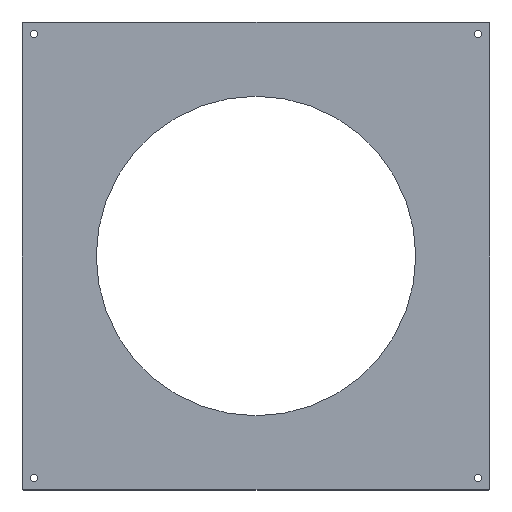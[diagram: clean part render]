
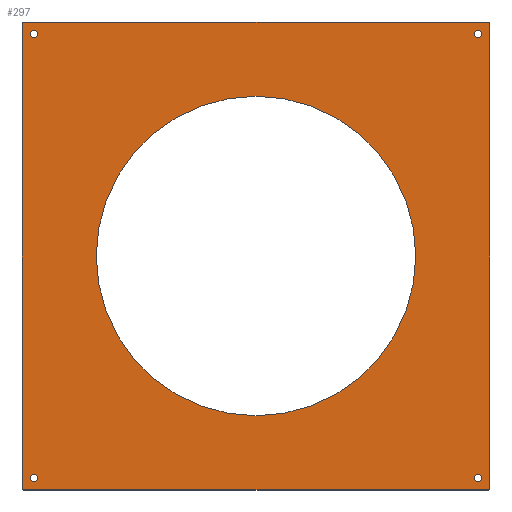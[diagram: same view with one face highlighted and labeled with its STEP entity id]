
A CAD part, top view. The second image highlights one B-rep face of the part: STEP entity #297.
In plain terms, the highlighted planar face has unit normal (0, 0, 1).
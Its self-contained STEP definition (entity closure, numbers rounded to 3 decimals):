
#20=FACE_BOUND('',#66,.T.);
#21=FACE_BOUND('',#67,.T.);
#22=FACE_BOUND('',#68,.T.);
#23=FACE_BOUND('',#69,.T.);
#24=FACE_BOUND('',#70,.T.);
#30=PLANE('',#344);
#45=FACE_OUTER_BOUND('',#65,.T.);
#65=EDGE_LOOP('',(#261,#262,#263,#264,#265,#266,#267,#268));
#66=EDGE_LOOP('',(#269));
#67=EDGE_LOOP('',(#270));
#68=EDGE_LOOP('',(#271));
#69=EDGE_LOOP('',(#272));
#70=EDGE_LOOP('',(#273));
#76=LINE('',#464,#97);
#82=LINE('',#479,#103);
#86=LINE('',#491,#107);
#90=LINE('',#503,#111);
#97=VECTOR('',#378,10.);
#103=VECTOR('',#392,10.);
#107=VECTOR('',#404,10.);
#111=VECTOR('',#416,10.);
#113=CIRCLE('',#313,4.5);
#115=CIRCLE('',#316,4.5);
#117=CIRCLE('',#319,4.5);
#119=CIRCLE('',#322,4.5);
#121=CIRCLE('',#326,2.);
#124=CIRCLE('',#331,2.);
#126=CIRCLE('',#335,2.);
#127=CIRCLE('',#338,2.);
#130=CIRCLE('',#342,200.);
#131=VERTEX_POINT('',#436);
#133=VERTEX_POINT('',#442);
#135=VERTEX_POINT('',#448);
#137=VERTEX_POINT('',#454);
#139=VERTEX_POINT('',#460);
#141=VERTEX_POINT('',#463);
#143=VERTEX_POINT('',#469);
#146=VERTEX_POINT('',#476);
#148=VERTEX_POINT('',#483);
#150=VERTEX_POINT('',#488);
#152=VERTEX_POINT('',#495);
#154=VERTEX_POINT('',#500);
#156=VERTEX_POINT('',#510);
#157=EDGE_CURVE('',#131,#131,#113,.F.);
#160=EDGE_CURVE('',#133,#133,#115,.F.);
#163=EDGE_CURVE('',#135,#135,#117,.F.);
#166=EDGE_CURVE('',#137,#137,#119,.F.);
#170=EDGE_CURVE('',#139,#141,#76,.F.);
#173=EDGE_CURVE('',#141,#143,#121,.T.);
#178=EDGE_CURVE('',#143,#146,#82,.F.);
#180=EDGE_CURVE('',#146,#148,#124,.T.);
#184=EDGE_CURVE('',#150,#148,#86,.T.);
#186=EDGE_CURVE('',#150,#152,#126,.T.);
#190=EDGE_CURVE('',#152,#154,#90,.F.);
#191=EDGE_CURVE('',#154,#139,#127,.T.);
#195=EDGE_CURVE('',#156,#156,#130,.F.);
#261=ORIENTED_EDGE('',*,*,#191,.F.);
#262=ORIENTED_EDGE('',*,*,#190,.F.);
#263=ORIENTED_EDGE('',*,*,#186,.F.);
#264=ORIENTED_EDGE('',*,*,#184,.T.);
#265=ORIENTED_EDGE('',*,*,#180,.F.);
#266=ORIENTED_EDGE('',*,*,#178,.F.);
#267=ORIENTED_EDGE('',*,*,#173,.F.);
#268=ORIENTED_EDGE('',*,*,#170,.F.);
#269=ORIENTED_EDGE('',*,*,#195,.T.);
#270=ORIENTED_EDGE('',*,*,#166,.T.);
#271=ORIENTED_EDGE('',*,*,#163,.T.);
#272=ORIENTED_EDGE('',*,*,#160,.T.);
#273=ORIENTED_EDGE('',*,*,#157,.T.);
#297=ADVANCED_FACE('',(#45,#20,#21,#22,#23,#24),#30,.F.);
#313=AXIS2_PLACEMENT_3D('',#437,#349,#350);
#316=AXIS2_PLACEMENT_3D('',#443,#356,#357);
#319=AXIS2_PLACEMENT_3D('',#449,#363,#364);
#322=AXIS2_PLACEMENT_3D('',#455,#370,#371);
#326=AXIS2_PLACEMENT_3D('',#470,#383,#384);
#331=AXIS2_PLACEMENT_3D('',#484,#397,#398);
#335=AXIS2_PLACEMENT_3D('',#496,#409,#410);
#338=AXIS2_PLACEMENT_3D('',#505,#419,#420);
#342=AXIS2_PLACEMENT_3D('',#512,#428,#429);
#344=AXIS2_PLACEMENT_3D('',#514,#432,#433);
#349=DIRECTION('center_axis',(0.,0.,
1.));
#350=DIRECTION('ref_axis',(-1.,0.,0.));
#356=DIRECTION('center_axis',(0.,0.,
1.));
#357=DIRECTION('ref_axis',(-1.,0.,0.));
#363=DIRECTION('center_axis',(0.,0.,
1.));
#364=DIRECTION('ref_axis',(-1.,0.,0.));
#370=DIRECTION('center_axis',(0.,0.,
1.));
#371=DIRECTION('ref_axis',(-1.,0.,0.));
#378=DIRECTION('',(0.,-1.,0.));
#383=DIRECTION('center_axis',(0.,0.,
-1.));
#384=DIRECTION('ref_axis',(-0.707,0.707,0.));
#392=DIRECTION('',(-1.,0.,0.));
#397=DIRECTION('center_axis',(0.,0.,
-1.));
#398=DIRECTION('ref_axis',(0.707,0.707,0.));
#404=DIRECTION('',(0.,1.,0.));
#409=DIRECTION('center_axis',(0.,0.,
-1.));
#410=DIRECTION('ref_axis',(0.707,-0.707,0.));
#416=DIRECTION('',(1.,0.,0.));
#419=DIRECTION('center_axis',(0.,0.,
-1.));
#420=DIRECTION('ref_axis',(-0.707,-0.707,0.));
#428=DIRECTION('center_axis',(0.,0.,
1.));
#429=DIRECTION('ref_axis',(1.,0.,0.));
#432=DIRECTION('center_axis',(0.,0.,
-1.));
#433=DIRECTION('ref_axis',(1.,0.,0.));
#436=CARTESIAN_POINT('',(282.502,-277.996,2.));
#437=CARTESIAN_POINT('Origin',(278.002,-277.996,2.));
#442=CARTESIAN_POINT('',(282.5,278.,2.));
#443=CARTESIAN_POINT('Origin',(278.,278.,2.));
#448=CARTESIAN_POINT('',(-273.494,-277.998,2.));
#449=CARTESIAN_POINT('Origin',(-277.994,-277.998,2.));
#454=CARTESIAN_POINT('',(-273.496,277.998,2.));
#455=CARTESIAN_POINT('Origin',(-277.996,277.998,2.));
#460=CARTESIAN_POINT('',(-293.,-291.,2.));
#463=CARTESIAN_POINT('',(-293.,291.,2.));
#464=CARTESIAN_POINT('',(-293.,-135.5,2.));
#469=CARTESIAN_POINT('',(-291.,293.,2.));
#470=CARTESIAN_POINT('Origin',(-291.,291.,2.));
#476=CARTESIAN_POINT('',(291.,293.,2.));
#479=CARTESIAN_POINT('',(-134.5,293.,2.));
#483=CARTESIAN_POINT('',(293.,291.,2.));
#484=CARTESIAN_POINT('Origin',(291.,291.,2.));
#488=CARTESIAN_POINT('',(293.,-291.,2.));
#491=CARTESIAN_POINT('',(293.,133.5,2.));
#495=CARTESIAN_POINT('',(291.,-293.,2.));
#496=CARTESIAN_POINT('Origin',(291.,-291.,2.));
#500=CARTESIAN_POINT('',(-291.,-293.,2.));
#503=CARTESIAN_POINT('',(140.5,-293.,2.));
#505=CARTESIAN_POINT('Origin',(-291.,-291.,2.));
#510=CARTESIAN_POINT('',(-200.,0.,2.));
#512=CARTESIAN_POINT('Origin',(0.,0.,2.));
#514=CARTESIAN_POINT('Origin',(3.,2.,2.));
